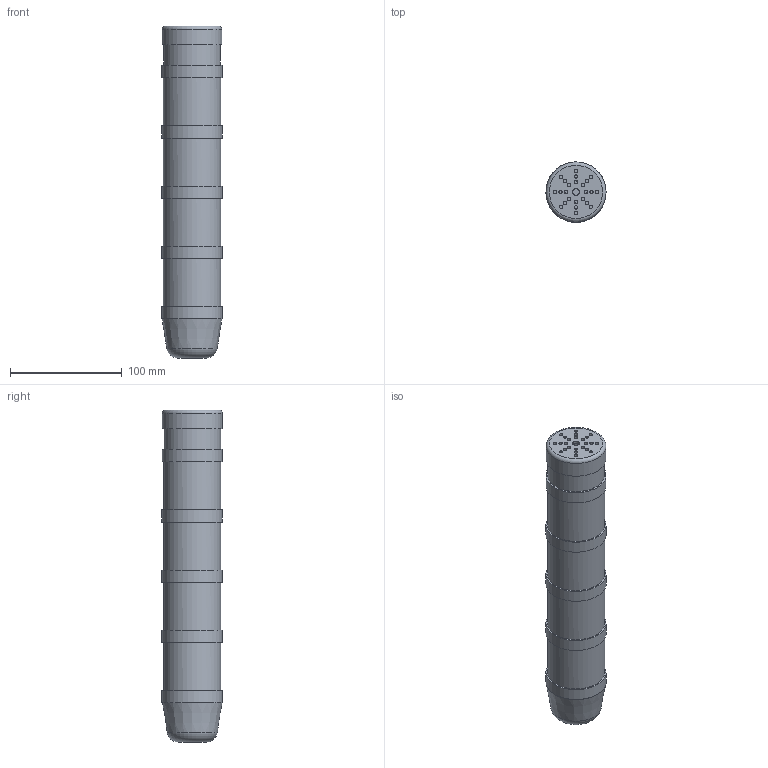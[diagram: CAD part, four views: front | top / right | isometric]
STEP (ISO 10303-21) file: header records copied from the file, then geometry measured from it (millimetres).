
FILE_DESCRIPTION((''),'2;1');
FILE_NAME('127362.stp','2019-09-30T11:55:24',('e.eickhoff'),(''),'Autodesk Inventor 2012','Autodesk Inventor 2012','');
FILE_SCHEMA(('AUTOMOTIVE_DESIGN { 1 0 10303 214 1 1 1 1 }'));
Length unit declared in the file: millimetre
Products named in the file (9): 127362; Grundmodule; Blau; Summer; Summer 50mm; Deckel 50mm; Weiß; Gelb; Rot
Assembly tree (8 placements, depth 3):
  127362
    Grundmodule
    Blau
    Summer
      Summer 50mm
      Deckel 50mm
    Weiß
    Gelb
    Rot
Bounding box: 53.8 x 54.3 x 297.2 mm (x, y, z)
Volume: 208801.4 mm3; surface area: 144188 mm2
Topology: 7 solids, 7 shells, 171 faces, 331 edges, 220 vertices
Faces by surface type: plane 88, cylinder 79, torus 3, cone 1
Full cylindrical faces by diameter (mm): 3 x24, 6 x1, 12 x1, 14 x1, 15.2 x4, 16.5 x1, 19.2 x4, 32.8 x1, 34.8 x1, 42.6 x4, 44.6 x4, 45.5 x1, 46.4 x4, 46.8 x1, 47.9 x4, 48.5 x1, 48.9 x4, 49 x5, 49.3 x1, 50.6 x1, 50.7 x1, 51.2 x4, 53.7 x1, 53.8 x1
Entity records: 4568 total; most frequent: DIRECTION 790, CARTESIAN_POINT 650, ORIENTED_EDGE 494, AXIS2_PLACEMENT_3D 355, EDGE_LOOP 350, EDGE_CURVE 247, VERTEX_POINT 215, FACE_BOUND 179
